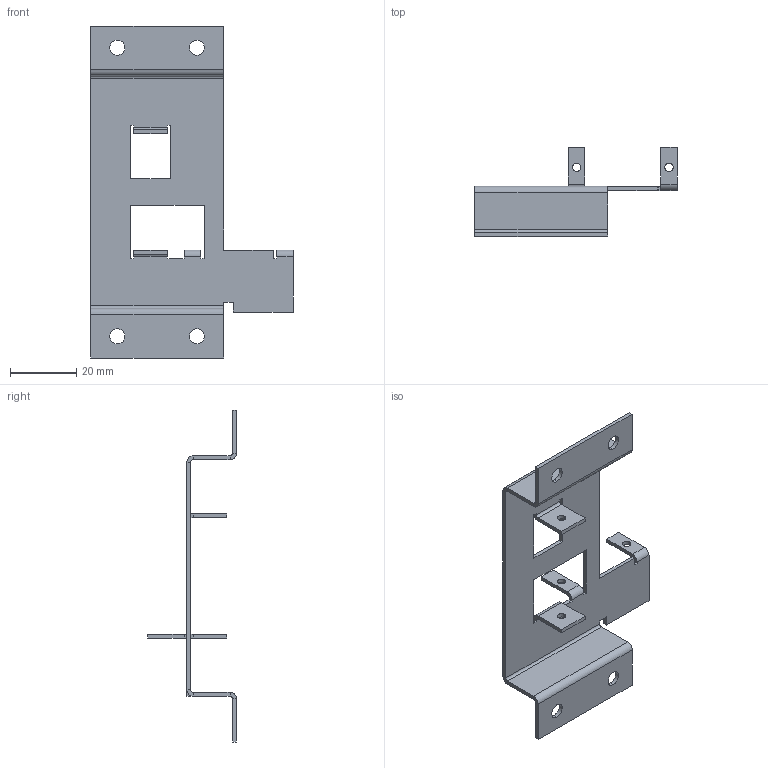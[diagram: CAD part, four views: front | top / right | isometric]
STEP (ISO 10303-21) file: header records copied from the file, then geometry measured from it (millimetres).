
FILE_DESCRIPTION (( 'STEP AP214' ), '1' );
FILE_NAME ('level-holder.STEP', '2016-11-27T20:59:34', ( '' ), ( '' ), 'SwSTEP 2.0', 'SolidWorks 2016', '' );
FILE_SCHEMA (( 'AUTOMOTIVE_DESIGN' ));
Length unit declared in the file: millimetre
Products named in the file (1): level-holder
Bounding box: 61 x 26.8 x 100 mm (x, y, z)
Volume: 6170.5 mm3; surface area: 11130.6 mm2
Topology: 1 solids, 1 shells, 130 faces, 320 edges, 192 vertices
Faces by surface type: plane 98, cylinder 32
Entity records: 3810 total; most frequent: DIRECTION 646, CARTESIAN_POINT 643, ORIENTED_EDGE 640, EDGE_CURVE 320, LINE 256, VECTOR 256, AXIS2_PLACEMENT_3D 195, VERTEX_POINT 192
